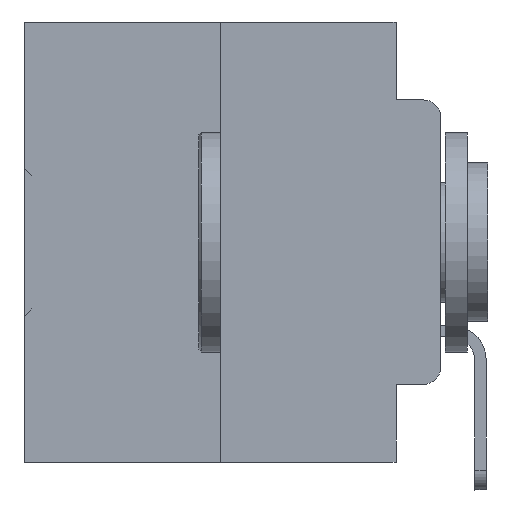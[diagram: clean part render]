
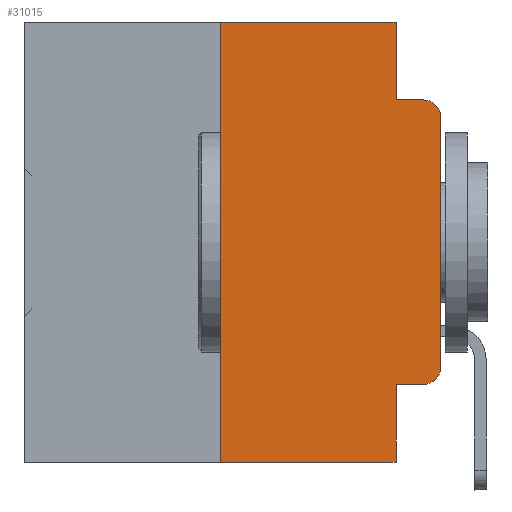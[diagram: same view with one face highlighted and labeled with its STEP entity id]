
A CAD part, left-side view. The second image highlights one B-rep face of the part: STEP entity #31015.
In plain terms, the highlighted planar face has unit normal (-1, 0, 0).
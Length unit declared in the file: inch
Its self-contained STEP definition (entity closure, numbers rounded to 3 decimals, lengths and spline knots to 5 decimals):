
#244 = VECTOR ( 'NONE', #34199, 39.37008 ) ;
#397 = CARTESIAN_POINT ( 'NONE',  ( 0., 0.02, -0.0885 ) ) ;
#804 = CARTESIAN_POINT ( 'NONE',  ( 0., 0.473, -0.5 ) ) ;
#1260 = CARTESIAN_POINT ( 'NONE',  ( 0., 0.02, -0.4115 ) ) ;
#1344 = CARTESIAN_POINT ( 'NONE',  ( 0., 0.25, 0. ) ) ;
#1374 = LINE ( 'NONE', #35142, #34945 ) ;
#1909 = EDGE_CURVE ( 'NONE', #11903, #16030, #8158, .T. ) ;
#1912 = DIRECTION ( 'NONE',  ( 0., 0., -1. ) ) ;
#2730 = LINE ( 'NONE', #10860, #9574 ) ;
#3073 = ORIENTED_EDGE ( 'NONE', *, *, #30880, .T. ) ;
#3102 = CARTESIAN_POINT ( 'NONE',  ( 0., 0., -0.1085 ) ) ;
#3192 = EDGE_CURVE ( 'NONE', #7662, #26541, #33759, .T. ) ;
#3672 = EDGE_CURVE ( 'NONE', #29272, #11903, #2730, .T. ) ;
#3988 = DIRECTION ( 'NONE',  ( -1., 0., 0. ) ) ;
#4404 = DIRECTION ( 'NONE',  ( 0., -1., 0. ) ) ;
#4524 = EDGE_CURVE ( 'NONE', #7662, #27155, #27360, .T. ) ;
#4664 = CARTESIAN_POINT ( 'NONE',  ( 0., 0.051, -0.5 ) ) ;
#4877 = ORIENTED_EDGE ( 'NONE', *, *, #3672, .F. ) ;
#4930 = AXIS2_PLACEMENT_3D ( 'NONE', #14818, #11328, #14275 ) ;
#5074 = CARTESIAN_POINT ( 'NONE',  ( 0., 0.473, 0. ) ) ;
#5101 = CARTESIAN_POINT ( 'NONE',  ( 0., 0.25, -0.5 ) ) ;
#5937 = VECTOR ( 'NONE', #33408, 39.37008 ) ;
#6260 = VERTEX_POINT ( 'NONE', #3102 ) ;
#7290 = DIRECTION ( 'NONE',  ( 0., 0., -1. ) ) ;
#7662 = VERTEX_POINT ( 'NONE', #30400 ) ;
#8158 = LINE ( 'NONE', #31023, #33157 ) ;
#8567 = VECTOR ( 'NONE', #4404, 39.37008 ) ;
#9574 = VECTOR ( 'NONE', #24511, 39.37008 ) ;
#9825 = VERTEX_POINT ( 'NONE', #13888 ) ;
#10053 = DIRECTION ( 'NONE',  ( 0., 0., 1. ) ) ;
#10352 = LINE ( 'NONE', #10699, #16857 ) ;
#10473 = EDGE_CURVE ( 'NONE', #29619, #33987, #1374, .T. ) ;
#10699 = CARTESIAN_POINT ( 'NONE',  ( 0., 0., 0. ) ) ;
#10860 = CARTESIAN_POINT ( 'NONE',  ( 0., 0.051, 0. ) ) ;
#11155 = DIRECTION ( 'NONE',  ( 1., 0., 0. ) ) ;
#11328 = DIRECTION ( 'NONE',  ( -1., 0., 0. ) ) ;
#11903 = VERTEX_POINT ( 'NONE', #28657 ) ;
#12857 = ORIENTED_EDGE ( 'NONE', *, *, #18121, .F. ) ;
#13371 = PLANE ( 'NONE',  #27540 ) ;
#13888 = CARTESIAN_POINT ( 'NONE',  ( 0., 0., -0.3915 ) ) ;
#14205 = CARTESIAN_POINT ( 'NONE',  ( 0., 0.051, -0.4115 ) ) ;
#14275 = DIRECTION ( 'NONE',  ( 0., 0., -1. ) ) ;
#14404 = DIRECTION ( 'NONE',  ( 0., -1., 0. ) ) ;
#14818 = CARTESIAN_POINT ( 'NONE',  ( 0., 0.02, -0.3915 ) ) ;
#15429 = EDGE_LOOP ( 'NONE', ( #23899, #3073, #34043, #4877, #12857, #32975, #31052, #31761, #22614, #35171 ) ) ;
#15770 = CIRCLE ( 'NONE', #22824, 0.02 ) ;
#16030 = VERTEX_POINT ( 'NONE', #397 ) ;
#16857 = VECTOR ( 'NONE', #33398, 39.37008 ) ;
#16979 = EDGE_CURVE ( 'NONE', #29619, #27155, #23309, .T. ) ;
#18121 = EDGE_CURVE ( 'NONE', #33987, #29272, #32445, .T. ) ;
#20799 = CIRCLE ( 'NONE', #4930, 0.02 ) ;
#22178 = DIRECTION ( 'NONE',  ( 0., 0., -1. ) ) ;
#22614 = ORIENTED_EDGE ( 'NONE', *, *, #3192, .T. ) ;
#22824 = AXIS2_PLACEMENT_3D ( 'NONE', #34775, #3988, #7290 ) ;
#23309 = LINE ( 'NONE', #804, #244 ) ;
#23899 = ORIENTED_EDGE ( 'NONE', *, *, #27583, .T. ) ;
#24511 = DIRECTION ( 'NONE',  ( 0., 0., -1. ) ) ;
#25053 = CARTESIAN_POINT ( 'NONE',  ( 0., 0.051, 0. ) ) ;
#25169 = FACE_OUTER_BOUND ( 'NONE', #15429, .T. ) ;
#26541 = VERTEX_POINT ( 'NONE', #1260 ) ;
#27155 = VERTEX_POINT ( 'NONE', #4664 ) ;
#27360 = LINE ( 'NONE', #30687, #35480 ) ;
#27540 = AXIS2_PLACEMENT_3D ( 'NONE', #5074, #11155, #1912 ) ;
#27583 = EDGE_CURVE ( 'NONE', #9825, #6260, #10352, .T. ) ;
#28657 = CARTESIAN_POINT ( 'NONE',  ( 0., 0.051, -0.0885 ) ) ;
#29272 = VERTEX_POINT ( 'NONE', #25053 ) ;
#29619 = VERTEX_POINT ( 'NONE', #5101 ) ;
#30400 = CARTESIAN_POINT ( 'NONE',  ( 0., 0.051, -0.4115 ) ) ;
#30687 = CARTESIAN_POINT ( 'NONE',  ( 0., 0.051, 0. ) ) ;
#30880 = EDGE_CURVE ( 'NONE', #6260, #16030, #15770, .T. ) ;
#31015 = ADVANCED_FACE ( 'NONE', ( #25169 ), #13371, .F. ) ;
#31023 = CARTESIAN_POINT ( 'NONE',  ( 0., 0.051, -0.0885 ) ) ;
#31052 = ORIENTED_EDGE ( 'NONE', *, *, #16979, .T. ) ;
#31761 = ORIENTED_EDGE ( 'NONE', *, *, #4524, .F. ) ;
#32426 = EDGE_CURVE ( 'NONE', #26541, #9825, #20799, .T. ) ;
#32445 = LINE ( 'NONE', #35378, #8567 ) ;
#32975 = ORIENTED_EDGE ( 'NONE', *, *, #10473, .F. ) ;
#33157 = VECTOR ( 'NONE', #14404, 39.37008 ) ;
#33398 = DIRECTION ( 'NONE',  ( 0., 0., 1. ) ) ;
#33408 = DIRECTION ( 'NONE',  ( 0., -1., 0. ) ) ;
#33759 = LINE ( 'NONE', #14205, #5937 ) ;
#33987 = VERTEX_POINT ( 'NONE', #1344 ) ;
#34043 = ORIENTED_EDGE ( 'NONE', *, *, #1909, .F. ) ;
#34199 = DIRECTION ( 'NONE',  ( 0., -1., 0. ) ) ;
#34775 = CARTESIAN_POINT ( 'NONE',  ( 0., 0.02, -0.1085 ) ) ;
#34945 = VECTOR ( 'NONE', #10053, 39.37008 ) ;
#35142 = CARTESIAN_POINT ( 'NONE',  ( 0., 0.25, 0. ) ) ;
#35171 = ORIENTED_EDGE ( 'NONE', *, *, #32426, .T. ) ;
#35378 = CARTESIAN_POINT ( 'NONE',  ( 0., 0.473, 0. ) ) ;
#35480 = VECTOR ( 'NONE', #22178, 39.37008 ) ;
